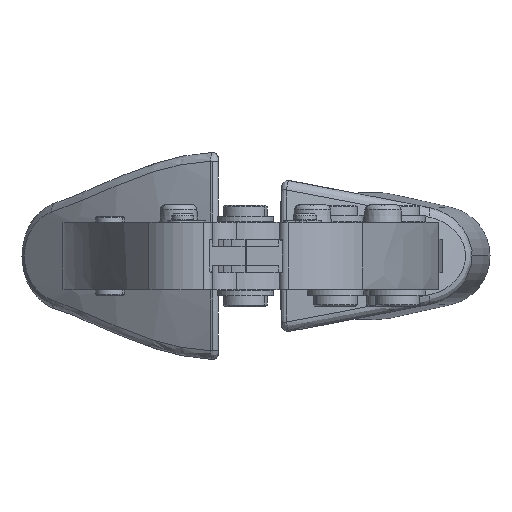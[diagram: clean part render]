
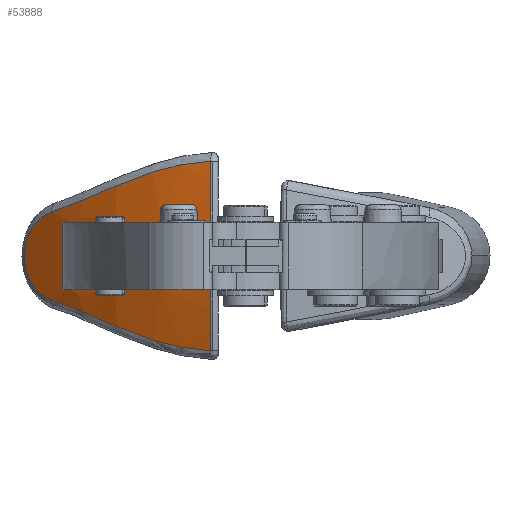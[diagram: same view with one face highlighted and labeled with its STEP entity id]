
A CAD part, left-side view. The second image highlights one B-rep face of the part: STEP entity #53888.
In plain terms, the highlighted spherical face has radius 86.8 mm.
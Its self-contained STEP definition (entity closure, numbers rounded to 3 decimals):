
#8413=AXIS2_PLACEMENT_3D('Circle Axis2P3D',#8411,#8412,$) ;
#43812=AXIS2_PLACEMENT_3D('Circle Axis2P3D',#43810,#43811,$) ;
#53867=AXIS2_PLACEMENT_3D('Sphere Axis2P3D',#53864,#53865,#53866) ;
#2171=CARTESIAN_POINT('Vertex',(79.584,75.414,24.784)) ;
#2262=CARTESIAN_POINT('Vertex',(64.24,50.38,24.784)) ;
#2266=CARTESIAN_POINT('Control Point',(64.24,50.38,24.784)) ;
#2267=CARTESIAN_POINT('Control Point',(66.427,55.862,24.784)) ;
#2268=CARTESIAN_POINT('Control Point',(69.08,61.157,24.784)) ;
#2269=CARTESIAN_POINT('Control Point',(72.179,66.213,24.784)) ;
#2270=CARTESIAN_POINT('Control Point',(75.693,70.98,24.784)) ;
#2271=CARTESIAN_POINT('Control Point',(79.584,75.414,24.784)) ;
#8068=CARTESIAN_POINT('Vertex',(79.584,75.414,12.584)) ;
#8077=CARTESIAN_POINT('Control Point',(79.584,75.414,24.784)) ;
#8078=CARTESIAN_POINT('Control Point',(79.255,75.472,20.727)) ;
#8079=CARTESIAN_POINT('Control Point',(79.255,75.472,16.642)) ;
#8080=CARTESIAN_POINT('Control Point',(79.584,75.414,12.584)) ;
#8408=CARTESIAN_POINT('Vertex',(65.85,50.401,35.777)) ;
#8411=CARTESIAN_POINT('Axis2P3D Location',(144.226,51.441,18.684)) ;
#36925=CARTESIAN_POINT('Vertex',(65.85,50.401,1.592)) ;
#36929=CARTESIAN_POINT('Control Point',(65.85,50.401,1.592)) ;
#36930=CARTESIAN_POINT('Control Point',(67.143,53.63,1.692)) ;
#36931=CARTESIAN_POINT('Control Point',(68.508,56.782,2.204)) ;
#36932=CARTESIAN_POINT('Control Point',(69.932,59.814,3.067)) ;
#36933=CARTESIAN_POINT('Control Point',(73.013,65.726,5.189)) ;
#36934=CARTESIAN_POINT('Control Point',(76.623,71.232,7.632)) ;
#36935=CARTESIAN_POINT('Control Point',(78.62,73.932,8.83)) ;
#36936=CARTESIAN_POINT('Control Point',(80.817,76.56,9.906)) ;
#36937=CARTESIAN_POINT('Control Point',(83.226,79.105,10.756)) ;
#36938=CARTESIAN_POINT('Vertex',(83.226,79.105,10.756)) ;
#37100=CARTESIAN_POINT('Vertex',(83.226,79.105,26.613)) ;
#37104=CARTESIAN_POINT('Control Point',(83.226,79.105,10.756)) ;
#37105=CARTESIAN_POINT('Control Point',(83.994,79.916,11.02)) ;
#37106=CARTESIAN_POINT('Control Point',(84.729,80.687,11.448)) ;
#37107=CARTESIAN_POINT('Control Point',(85.398,81.384,12.02)) ;
#37108=CARTESIAN_POINT('Control Point',(86.532,82.56,13.338)) ;
#37109=CARTESIAN_POINT('Control Point',(87.308,83.357,14.947)) ;
#37110=CARTESIAN_POINT('Control Point',(87.594,83.649,15.776)) ;
#37111=CARTESIAN_POINT('Control Point',(87.84,83.901,16.863)) ;
#37112=CARTESIAN_POINT('Control Point',(87.937,83.999,17.97)) ;
#37113=CARTESIAN_POINT('Control Point',(87.951,84.013,18.208)) ;
#37114=CARTESIAN_POINT('Control Point',(87.958,84.02,18.446)) ;
#37115=CARTESIAN_POINT('Control Point',(87.958,84.021,18.684)) ;
#37116=CARTESIAN_POINT('Vertex',(87.958,84.021,18.684)) ;
#37120=CARTESIAN_POINT('Control Point',(87.958,84.021,18.684)) ;
#37121=CARTESIAN_POINT('Control Point',(87.958,84.021,19.32)) ;
#37122=CARTESIAN_POINT('Control Point',(87.909,83.97,19.955)) ;
#37123=CARTESIAN_POINT('Control Point',(87.81,83.87,20.585)) ;
#37124=CARTESIAN_POINT('Control Point',(87.34,83.39,22.562)) ;
#37125=CARTESIAN_POINT('Control Point',(86.375,82.399,24.354)) ;
#37126=CARTESIAN_POINT('Control Point',(85.483,81.477,25.432)) ;
#37127=CARTESIAN_POINT('Control Point',(84.392,80.336,26.212)) ;
#37128=CARTESIAN_POINT('Control Point',(83.226,79.105,26.613)) ;
#37223=CARTESIAN_POINT('Control Point',(65.85,50.401,35.777)) ;
#37224=CARTESIAN_POINT('Control Point',(67.117,53.566,35.679)) ;
#37225=CARTESIAN_POINT('Control Point',(68.454,56.657,35.185)) ;
#37226=CARTESIAN_POINT('Control Point',(69.847,59.634,34.353)) ;
#37227=CARTESIAN_POINT('Control Point',(72.917,65.56,32.254)) ;
#37228=CARTESIAN_POINT('Control Point',(76.508,71.076,29.806)) ;
#37229=CARTESIAN_POINT('Control Point',(78.535,73.83,28.581)) ;
#37230=CARTESIAN_POINT('Control Point',(80.771,76.511,27.479)) ;
#37231=CARTESIAN_POINT('Control Point',(83.226,79.105,26.613)) ;
#43807=CARTESIAN_POINT('Vertex',(64.24,50.38,12.584)) ;
#43810=CARTESIAN_POINT('Axis2P3D Location',(144.226,51.441,18.684)) ;
#53864=CARTESIAN_POINT('Axis2P3D Location',(144.666,18.306,18.684)) ;
#53870=CARTESIAN_POINT('Control Point',(64.24,50.38,12.584)) ;
#53871=CARTESIAN_POINT('Control Point',(66.429,55.868,12.584)) ;
#53872=CARTESIAN_POINT('Control Point',(69.087,61.169,12.584)) ;
#53873=CARTESIAN_POINT('Control Point',(72.174,66.206,12.585)) ;
#53874=CARTESIAN_POINT('Control Point',(75.691,70.978,12.584)) ;
#53875=CARTESIAN_POINT('Control Point',(79.584,75.414,12.584)) ;
#8412=DIRECTION('Axis2P3D Direction',(-0.013,1.,0.)) ;
#43811=DIRECTION('Axis2P3D Direction',(-0.013,1.,0.)) ;
#53865=DIRECTION('Axis2P3D Direction',(0.,-1.,0.)) ;
#53866=DIRECTION('Axis2P3D XDirection',(-0.94,0.,0.342)) ;
#53878=ORIENTED_EDGE('',*,*,#8415,.F.) ;
#53879=ORIENTED_EDGE('',*,*,#37232,.T.) ;
#53880=ORIENTED_EDGE('',*,*,#37129,.T.) ;
#53881=ORIENTED_EDGE('',*,*,#37118,.T.) ;
#53882=ORIENTED_EDGE('',*,*,#36940,.T.) ;
#53883=ORIENTED_EDGE('',*,*,#43814,.F.) ;
#53884=ORIENTED_EDGE('',*,*,#53876,.T.) ;
#53885=ORIENTED_EDGE('',*,*,#8081,.F.) ;
#53886=ORIENTED_EDGE('',*,*,#2272,.F.) ;
#53888=ADVANCED_FACE('Hauptk\X2\00F6\X0\rper',(#53887),#53868,.T.) ;
#2265=B_SPLINE_CURVE_WITH_KNOTS('',5,(#2266,#2267,#2268,#2269,#2270,#2271),.UNSPECIFIED.,.F.,.U.,(6,6),(0.,41.745),.UNSPECIFIED.) ;
#8076=B_SPLINE_CURVE_WITH_KNOTS('',3,(#8077,#8078,#8079,#8080),.UNSPECIFIED.,.F.,.U.,(4,4),(0.,17.282),.UNSPECIFIED.) ;
#36928=B_SPLINE_CURVE_WITH_KNOTS('',5,(#36929,#36930,#36931,#36932,#36933,#36934,#36935,#36936,#36937),.UNSPECIFIED.,.F.,.U.,(6,3,6),(12.602,29.919,47.669),.UNSPECIFIED.) ;
#37103=B_SPLINE_CURVE_WITH_KNOTS('',5,(#37104,#37105,#37106,#37107,#37108,#37109,#37110,#37111,#37112,#37113,#37114,#37115),.UNSPECIFIED.,.F.,.U.,(6,3,3,6),(25.579,31.479,37.085,38.616),.UNSPECIFIED.) ;
#37119=B_SPLINE_CURVE_WITH_KNOTS('',5,(#37120,#37121,#37122,#37123,#37124,#37125,#37126,#37127,#37128),.UNSPECIFIED.,.F.,.U.,(6,3,6),(38.616,42.7,51.655),.UNSPECIFIED.) ;
#37222=B_SPLINE_CURVE_WITH_KNOTS('',5,(#37223,#37224,#37225,#37226,#37227,#37228,#37229,#37230,#37231),.UNSPECIFIED.,.F.,.U.,(6,3,6),(12.602,29.576,47.668),.UNSPECIFIED.) ;
#53869=B_SPLINE_CURVE_WITH_KNOTS('',5,(#53870,#53871,#53872,#53873,#53874,#53875),.UNSPECIFIED.,.F.,.U.,(6,6),(0.,41.795),.UNSPECIFIED.) ;
#8414=CIRCLE('generated circle',#8413,80.225) ;
#43813=CIRCLE('generated circle',#43812,80.225) ;
#2272=EDGE_CURVE('',#2263,#2172,#2265,.T.) ;
#8081=EDGE_CURVE('',#2172,#8069,#8076,.T.) ;
#8415=EDGE_CURVE('',#8409,#2263,#8414,.F.) ;
#36940=EDGE_CURVE('',#36939,#36926,#36928,.F.) ;
#37118=EDGE_CURVE('',#37117,#36939,#37103,.F.) ;
#37129=EDGE_CURVE('',#37101,#37117,#37119,.F.) ;
#37232=EDGE_CURVE('',#8409,#37101,#37222,.T.) ;
#43814=EDGE_CURVE('',#43808,#36926,#43813,.F.) ;
#53876=EDGE_CURVE('',#43808,#8069,#53869,.T.) ;
#53877=EDGE_LOOP('',(#53878,#53879,#53880,#53881,#53882,#53883,#53884,#53885,#53886)) ;
#53887=FACE_OUTER_BOUND('',#53877,.T.) ;
#53868=SPHERICAL_SURFACE('',#53867,86.8) ;
#2172=VERTEX_POINT('',#2171) ;
#2263=VERTEX_POINT('',#2262) ;
#8069=VERTEX_POINT('',#8068) ;
#8409=VERTEX_POINT('',#8408) ;
#36926=VERTEX_POINT('',#36925) ;
#36939=VERTEX_POINT('',#36938) ;
#37101=VERTEX_POINT('',#37100) ;
#37117=VERTEX_POINT('',#37116) ;
#43808=VERTEX_POINT('',#43807) ;
